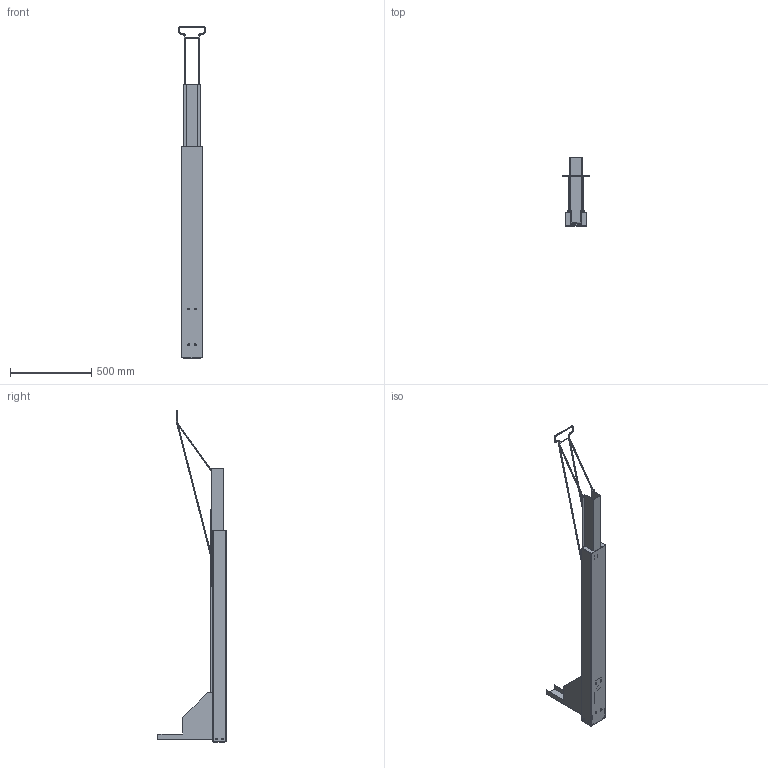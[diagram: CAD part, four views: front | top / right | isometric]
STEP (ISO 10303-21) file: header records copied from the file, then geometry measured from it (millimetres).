
FILE_DESCRIPTION(/* description */ (''),/* implementation_level */ '2;1');
FILE_NAME(/* name */ '80101-0050 SLIDE ASSEMBLY.stp',/* time_stamp */ '2026-01-30T14:02:56-08:00',/* author */ ('chadm'),/* organization */ (''),/* preprocessor_version */ 'ST-DEVELOPER v20.1',/* originating_system */ 'Autodesk Inventor 2026',/* authorisation */ '');
FILE_SCHEMA (('AUTOMOTIVE_DESIGN { 1 0 10303 214 3 1 1 }'));
Length unit declared in the file: inch
Products named in the file (13): 80101-0050 SLIDE ASSEMBLY; 80301-0256 SLIDE HOUSING, COATED; 80301-0256-RAW SLIDE HOUSING; 60905-0256 GALV SLIDE HOUSING; 80301-0254 SLIDE ROLLER, COATED; 80301-0254-RAW SLIDE ROLLER; 60905-0254 GALV SLIDE ROLLER; 50101-0257 BRACKET, SLIDE REINFORCEMENT, COATED; 50101-0257 BRACKET, SLIDE REINFORCEMENT; 60905-9257 GALV BRACKET, SLIDE REINFORCEMENT; 80301-0255 SLIDE WHEEL TRAY, COATED; 80301-0255-RAW SLIDE WHEEL TRAY; 60905-0255 GALV SLIDE TRAY
Assembly tree (12 placements, depth 3):
  80101-0050 SLIDE ASSEMBLY
    80301-0256 SLIDE HOUSING, COATED
      80301-0256-RAW SLIDE HOUSING
      60905-0256 GALV SLIDE HOUSING
    80301-0254 SLIDE ROLLER, COATED
      80301-0254-RAW SLIDE ROLLER
      60905-0254 GALV SLIDE ROLLER
    50101-0257 BRACKET, SLIDE REINFORCEMENT, COATED
      50101-0257 BRACKET, SLIDE REINFORCEMENT
      60905-9257 GALV BRACKET, SLIDE REINFORCEMENT
    80301-0255 SLIDE WHEEL TRAY, COATED
      80301-0255-RAW SLIDE WHEEL TRAY
      60905-0255 GALV SLIDE TRAY
Bounding box: 165.4 x 419.61 x 2042.68 mm (x, y, z)
Volume: 2513704.5 mm3; surface area: 2194652.9 mm2
Topology: 8 solids, 8 shells, 322 faces, 840 edges, 530 vertices
Faces by surface type: plane 162, cylinder 130, torus 24, bspline 4, sphere 2
Full cylindrical faces by diameter (mm): 5.08 x1, 9.652 x6, 11.112 x3, 11.113 x1, 14.917 x4
Entity records: 10573 total; most frequent: CARTESIAN_POINT 1830, DIRECTION 1820, ORIENTED_EDGE 1680, EDGE_CURVE 840, AXIS2_PLACEMENT_3D 644, LINE 532, VECTOR 532, VERTEX_POINT 530
